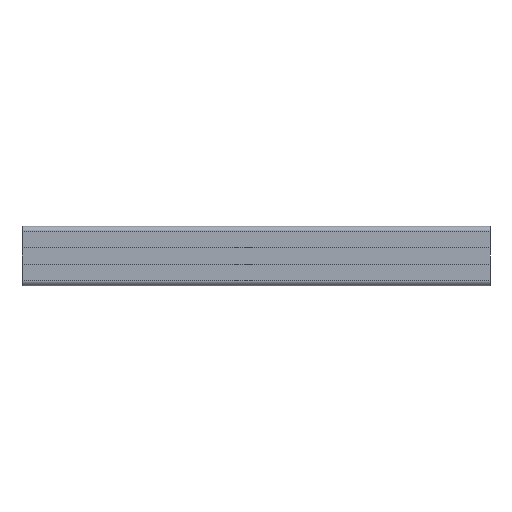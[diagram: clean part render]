
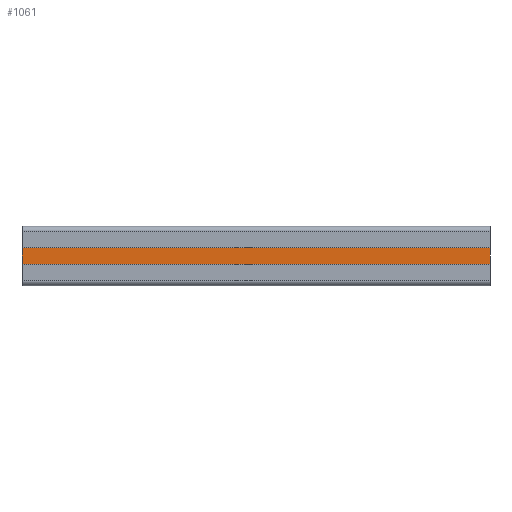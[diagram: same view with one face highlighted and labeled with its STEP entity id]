
A CAD part, front view. The second image highlights one B-rep face of the part: STEP entity #1061.
In plain terms, the highlighted planar face has unit normal (0, -1, 0).
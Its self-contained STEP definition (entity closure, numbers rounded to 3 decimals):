
#40 = EDGE_CURVE ( 'NONE', #1439, #933, #799, .T. ) ;
#321 = EDGE_LOOP ( 'NONE', ( #784, #344, #765, #1654 ) ) ;
#344 = ORIENTED_EDGE ( 'NONE', *, *, #899, .F. ) ;
#378 = AXIS2_PLACEMENT_3D ( 'NONE', #1406, #749, #918 ) ;
#458 = CARTESIAN_POINT ( 'NONE',  ( 0., -5.6, -4.07 ) ) ;
#498 = DIRECTION ( 'NONE',  ( -1., 0., 0. ) ) ;
#661 = VECTOR ( 'NONE', #498, 1000. ) ;
#690 = CARTESIAN_POINT ( 'NONE',  ( 0., -5.6, -4.07 ) ) ;
#749 = DIRECTION ( 'NONE',  ( 0., 1., 0. ) ) ;
#765 = ORIENTED_EDGE ( 'NONE', *, *, #40, .F. ) ;
#784 = ORIENTED_EDGE ( 'NONE', *, *, #923, .T. ) ;
#799 = LINE ( 'NONE', #1514, #1509 ) ;
#899 = EDGE_CURVE ( 'NONE', #933, #1634, #1381, .T. ) ;
#918 = DIRECTION ( 'NONE',  ( 0., 0., 1. ) ) ;
#923 = EDGE_CURVE ( 'NONE', #2035, #1634, #1913, .T. ) ;
#933 = VERTEX_POINT ( 'NONE', #2047 ) ;
#1061 = ADVANCED_FACE ( 'NONE', ( #1230 ), #1969, .F. ) ;
#1203 = LINE ( 'NONE', #1879, #2086 ) ;
#1230 = FACE_OUTER_BOUND ( 'NONE', #321, .T. ) ;
#1381 = LINE ( 'NONE', #2058, #661 ) ;
#1406 = CARTESIAN_POINT ( 'NONE',  ( 236., -5.6, -4.07 ) ) ;
#1439 = VERTEX_POINT ( 'NONE', #2119 ) ;
#1478 = CARTESIAN_POINT ( 'NONE',  ( 0., -5.6, 4.07 ) ) ;
#1509 = VECTOR ( 'NONE', #1651, 1000. ) ;
#1514 = CARTESIAN_POINT ( 'NONE',  ( 236., -5.6, -4.07 ) ) ;
#1634 = VERTEX_POINT ( 'NONE', #458 ) ;
#1651 = DIRECTION ( 'NONE',  ( 0., 0., -1. ) ) ;
#1654 = ORIENTED_EDGE ( 'NONE', *, *, #2095, .T. ) ;
#1871 = VECTOR ( 'NONE', #2221, 1000. ) ;
#1879 = CARTESIAN_POINT ( 'NONE',  ( 236., -5.6, 4.07 ) ) ;
#1913 = LINE ( 'NONE', #690, #1871 ) ;
#1969 = PLANE ( 'NONE',  #378 ) ;
#2035 = VERTEX_POINT ( 'NONE', #1478 ) ;
#2047 = CARTESIAN_POINT ( 'NONE',  ( 236., -5.6, -4.07 ) ) ;
#2048 = DIRECTION ( 'NONE',  ( -1., 0., 0. ) ) ;
#2058 = CARTESIAN_POINT ( 'NONE',  ( 236., -5.6, -4.07 ) ) ;
#2086 = VECTOR ( 'NONE', #2048, 1000. ) ;
#2095 = EDGE_CURVE ( 'NONE', #1439, #2035, #1203, .T. ) ;
#2119 = CARTESIAN_POINT ( 'NONE',  ( 236., -5.6, 4.07 ) ) ;
#2221 = DIRECTION ( 'NONE',  ( 0., 0., -1. ) ) ;
